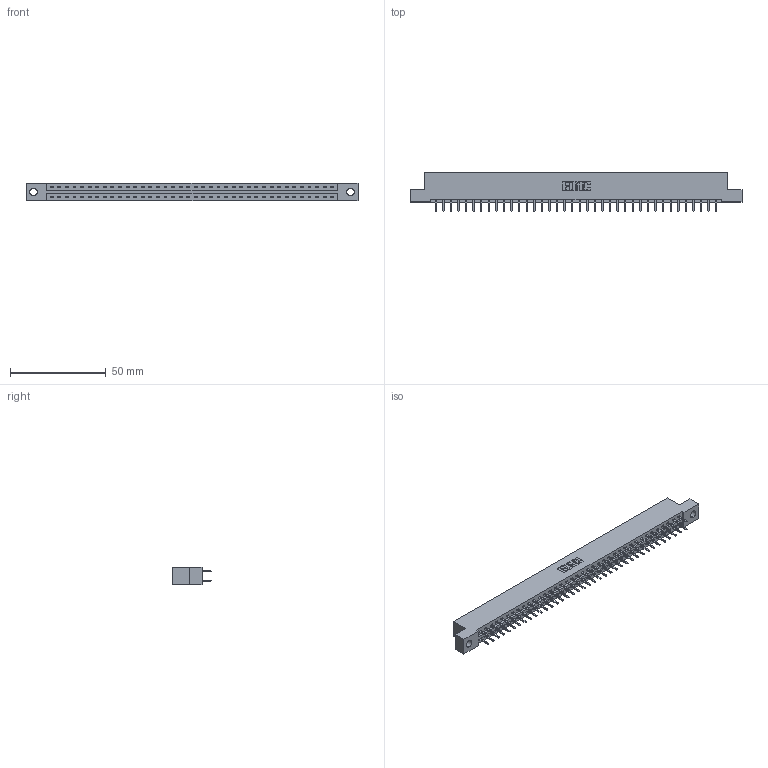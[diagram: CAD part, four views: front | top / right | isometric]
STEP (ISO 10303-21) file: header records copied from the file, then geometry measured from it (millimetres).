
FILE_DESCRIPTION (( 'STEP AP203' ), '1' );
FILE_NAME ('337-076-520-204.STEP', '2018-08-11T19:14:26', ( '' ), ( '' ), 'SwSTEP 2.0', 'SolidWorks 2016', '' );
FILE_SCHEMA (( 'CONFIG_CONTROL_DESIGN' ));
Length unit declared in the file: inch
Products named in the file (3): 345-292-001_345-293-120; 337-076-520-204; 337 Part_Flush Mounting Lugs - 0.156 Dia-TH
Assembly tree (77 placements, depth 2):
  337-076-520-204
    337 Part_Flush Mounting Lugs - 0.156 Dia-TH
    345-292-001_345-293-120  x76
Bounding box: 173.58 x 20.02 x 9.4 mm (x, y, z)
Volume: 18119.1 mm3; surface area: 20146.9 mm2
Topology: 77 solids, 77 shells, 4522 faces, 13155 edges, 8566 vertices
Faces by surface type: plane 3110, cylinder 1412
Entity records: 30097 total; most frequent: CARTESIAN_POINT 5086, ORIENTED_EDGE 5010, DIRECTION 4321, EDGE_CURVE 2505, LINE 2373, VECTOR 2373, VERTEX_POINT 1666, AXIS2_PLACEMENT_3D 974
